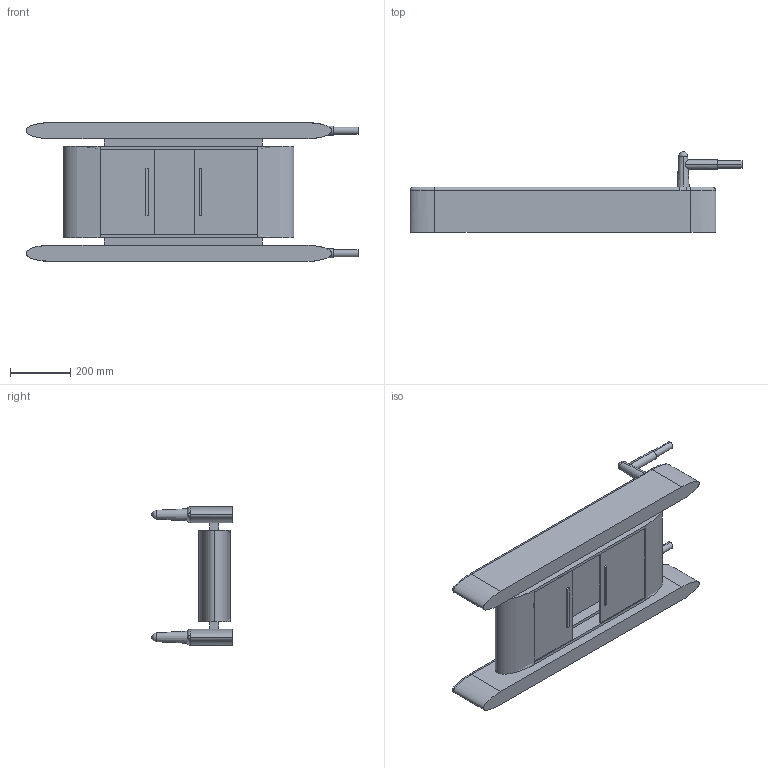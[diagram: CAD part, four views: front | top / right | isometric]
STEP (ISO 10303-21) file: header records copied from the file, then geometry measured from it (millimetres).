
FILE_DESCRIPTION (( 'STEP AP203' ), '1' );
FILE_NAME ('boat_Default_sldprt.STEP', '2023-12-12T13:30:06', ( '' ), ( '' ), 'SwSTEP 2.0', 'SolidWorks 2023', '' );
FILE_SCHEMA (( 'CONFIG_CONTROL_DESIGN' ));
Length unit declared in the file: millimetre
Products named in the file (1): boat_Default_sldprt
Bounding box: 1106.5 x 267.72 x 462.58 mm (x, y, z)
Volume: 13142785.3 mm3; surface area: 2752553.3 mm2
Topology: 1 solids, 1 shells, 152 faces, 382 edges, 244 vertices
Faces by surface type: plane 74, bspline 40, cylinder 24, cone 8, sphere 6
Entity records: 10275 total; most frequent: CARTESIAN_POINT 6931, ORIENTED_EDGE 728, DIRECTION 578, EDGE_CURVE 364, VERTEX_POINT 236, LINE 200, VECTOR 200, AXIS2_PLACEMENT_3D 189
